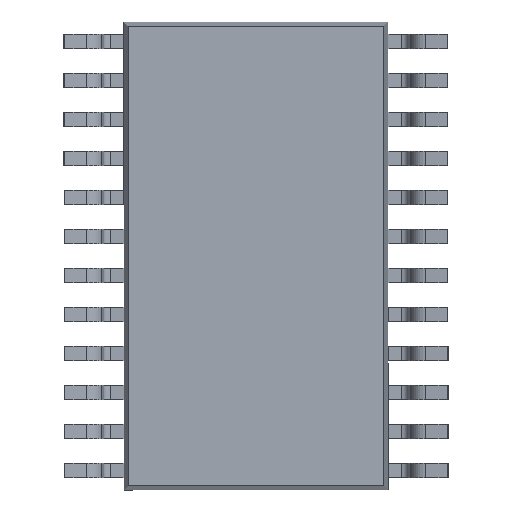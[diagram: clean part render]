
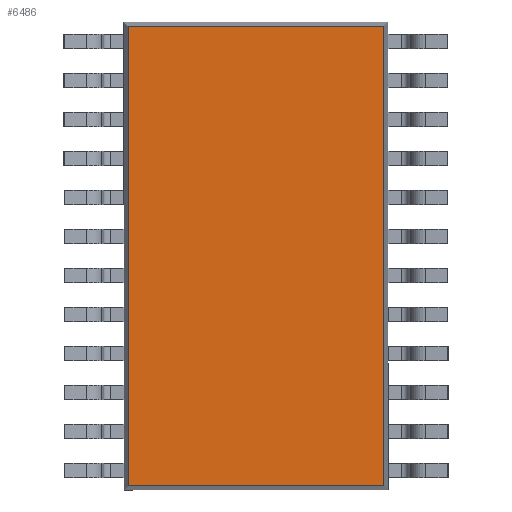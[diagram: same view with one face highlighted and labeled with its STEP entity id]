
A CAD part, front view. The second image highlights one B-rep face of the part: STEP entity #6486.
In plain terms, the highlighted planar face has unit normal (0, -1, 0).
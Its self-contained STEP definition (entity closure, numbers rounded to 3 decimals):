
#975 = EDGE_CURVE ( 'NONE', #1511, #9415, #1088, .T. ) ;
#1003 = VECTOR ( 'NONE', #4468, 1000. ) ;
#1088 = LINE ( 'NONE', #3770, #8671 ) ;
#1511 = VERTEX_POINT ( 'NONE', #4333 ) ;
#1539 = EDGE_CURVE ( 'NONE', #8871, #6849, #4540, .T. ) ;
#2578 = ORIENTED_EDGE ( 'NONE', *, *, #1539, .T. ) ;
#3154 = CARTESIAN_POINT ( 'NONE',  ( -2.129, 0.15, 3.9 ) ) ;
#3390 = DIRECTION ( 'NONE',  ( 1., 0., 0. ) ) ;
#3460 = VECTOR ( 'NONE', #4601, 1000. ) ;
#3770 = CARTESIAN_POINT ( 'NONE',  ( 2.2, 0.15, 3.829 ) ) ;
#3789 = VECTOR ( 'NONE', #5745, 1000. ) ;
#3924 = LINE ( 'NONE', #7930, #1003 ) ;
#4333 = CARTESIAN_POINT ( 'NONE',  ( 2.129, 0.15, 3.829 ) ) ;
#4407 = ORIENTED_EDGE ( 'NONE', *, *, #975, .T. ) ;
#4468 = DIRECTION ( 'NONE',  ( 0., 0., 1. ) ) ;
#4540 = LINE ( 'NONE', #9738, #3460 ) ;
#4601 = DIRECTION ( 'NONE',  ( 1., 0., 0. ) ) ;
#5001 = ORIENTED_EDGE ( 'NONE', *, *, #10047, .T. ) ;
#5026 = FACE_OUTER_BOUND ( 'NONE', #7806, .T. ) ;
#5439 = CARTESIAN_POINT ( 'NONE',  ( -2.129, 0.15, -3.829 ) ) ;
#5448 = DIRECTION ( 'NONE',  ( -1., 0., 0. ) ) ;
#5745 = DIRECTION ( 'NONE',  ( 0., 0., -1. ) ) ;
#6171 = LINE ( 'NONE', #3154, #3789 ) ;
#6486 = ADVANCED_FACE ( 'NONE', ( #5026 ), #8481, .T. ) ;
#6772 = CARTESIAN_POINT ( 'NONE',  ( 2.129, 0.15, -3.829 ) ) ;
#6849 = VERTEX_POINT ( 'NONE', #6772 ) ;
#7186 = AXIS2_PLACEMENT_3D ( 'NONE', #8370, #8406, #3390 ) ;
#7806 = EDGE_LOOP ( 'NONE', ( #5001, #4407, #8067, #2578 ) ) ;
#7930 = CARTESIAN_POINT ( 'NONE',  ( 2.129, 0.15, -3.9 ) ) ;
#8067 = ORIENTED_EDGE ( 'NONE', *, *, #10274, .T. ) ;
#8370 = CARTESIAN_POINT ( 'NONE',  ( 0., 0.15, 0. ) ) ;
#8406 = DIRECTION ( 'NONE',  ( 0., -1., 0. ) ) ;
#8481 = PLANE ( 'NONE',  #7186 ) ;
#8671 = VECTOR ( 'NONE', #5448, 1000. ) ;
#8871 = VERTEX_POINT ( 'NONE', #5439 ) ;
#9415 = VERTEX_POINT ( 'NONE', #9936 ) ;
#9738 = CARTESIAN_POINT ( 'NONE',  ( -2.2, 0.15, -3.829 ) ) ;
#9936 = CARTESIAN_POINT ( 'NONE',  ( -2.129, 0.15, 3.829 ) ) ;
#10047 = EDGE_CURVE ( 'NONE', #6849, #1511, #3924, .T. ) ;
#10274 = EDGE_CURVE ( 'NONE', #9415, #8871, #6171, .T. ) ;
